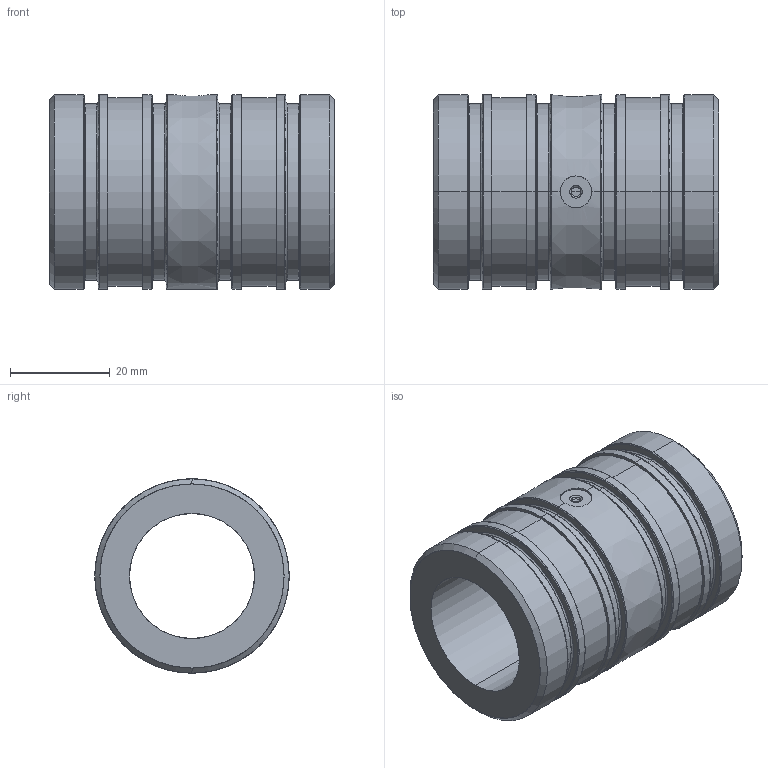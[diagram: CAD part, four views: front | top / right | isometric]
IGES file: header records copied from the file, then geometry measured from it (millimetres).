
Start section: SolidWorks IGES file using analytic representation for surfaces
Global section: file name: oav025mb.IGS; native system: SolidWorks 2014; preprocessor: SolidWorks 2014; author: oavcopc6; date: 140801.163200; units: inch
Bounding box: 57.15 x 38.91 x 38.91 mm (x, y, z)
Surface area: 14272.4 mm2 (no closed solid volume)
Topology: 0 solids, 0 shells, 101 faces, 1288 edges, 1288 vertices
Faces by surface type: revolution 54, bspline 47
